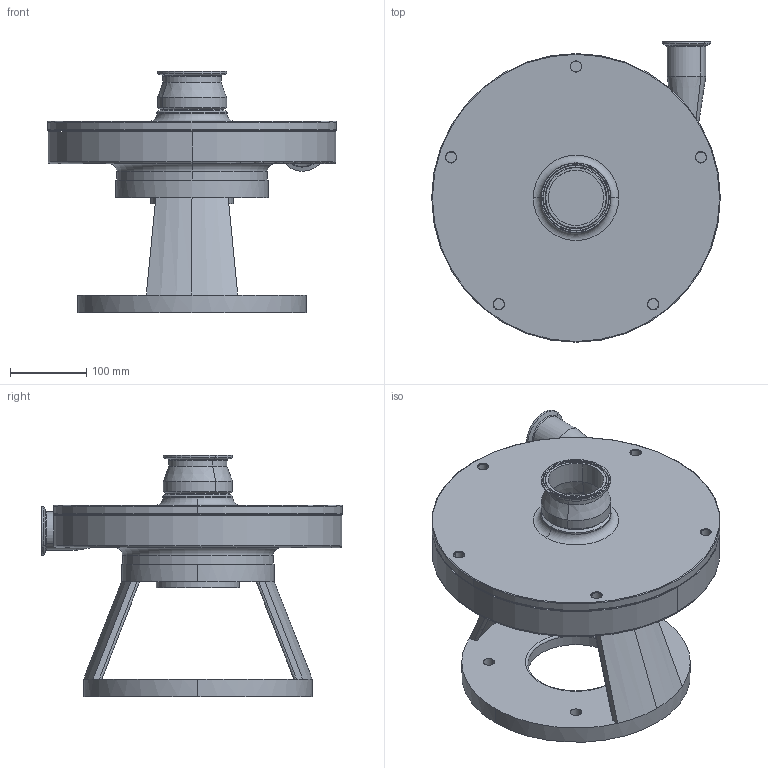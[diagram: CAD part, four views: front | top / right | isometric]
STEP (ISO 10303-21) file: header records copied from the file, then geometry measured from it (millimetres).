
FILE_DESCRIPTION (( 'STEP AP214' ), '1' );
FILE_NAME ('FPR 751-752 280TC VERT.STEP', '2023-01-04T19:39:50', ( '' ), ( '' ), 'SwSTEP 2.0', 'SolidWorks 2021', '' );
FILE_SCHEMA (( 'AUTOMOTIVE_DESIGN' ));
Length unit declared in the file: millimetre
Products named in the file (1): FPR 751-752 280TC VERT
Bounding box: 379 x 394.5 x 316.5 mm (x, y, z)
Volume: 7898015.4 mm3; surface area: 863260 mm2
Topology: 2 solids, 2 shells, 207 faces, 462 edges, 273 vertices
Faces by surface type: cylinder 68, torus 52, cone 48, plane 27, bspline 10, sphere 2
Entity records: 6297 total; most frequent: CARTESIAN_POINT 1507, DIRECTION 1102, ORIENTED_EDGE 924, AXIS2_PLACEMENT_3D 486, EDGE_CURVE 462, CIRCLE 288, VERTEX_POINT 273, EDGE_LOOP 245
